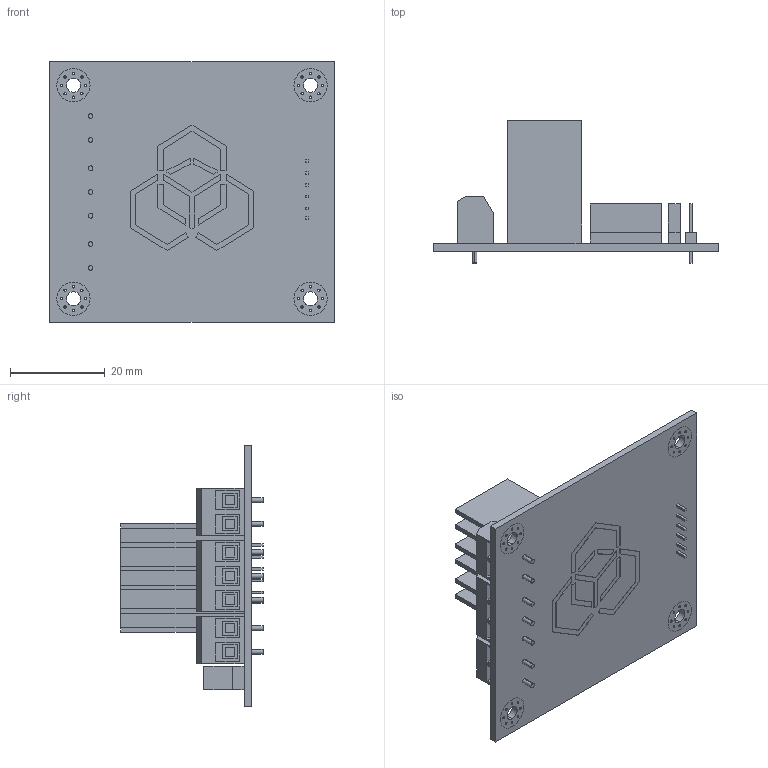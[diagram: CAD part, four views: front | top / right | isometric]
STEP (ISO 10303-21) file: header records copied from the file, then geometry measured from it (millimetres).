
FILE_DESCRIPTION (( 'STEP AP214' ), '1' );
FILE_NAME ('ﾄ鰾褞 葢鞳瑣褄裨 L298N.STEP', '2015-11-29T13:27:08', ( '' ), ( '' ), 'SwSTEP 2.0', 'SolidWorks 2015', '' );
FILE_SCHEMA (( 'AUTOMOTIVE_DESIGN' ));
Length unit declared in the file: millimetre
Products named in the file (1): ﾄ鰾褞 葢鞳瑣褄裨 L298N
Bounding box: 60 x 30 x 55 mm (x, y, z)
Volume: 11308.7 mm3; surface area: 17253.3 mm2
Topology: 42 solids, 42 shells, 496 faces, 1170 edges, 780 vertices
Faces by surface type: plane 380, cylinder 116
Entity records: 17969 total; most frequent: CARTESIAN_POINT 2447, DIRECTION 2396, ORIENTED_EDGE 2340, EDGE_CURVE 1170, VECTOR 938, LINE 938, VERTEX_POINT 780, AXIS2_PLACEMENT_3D 729
